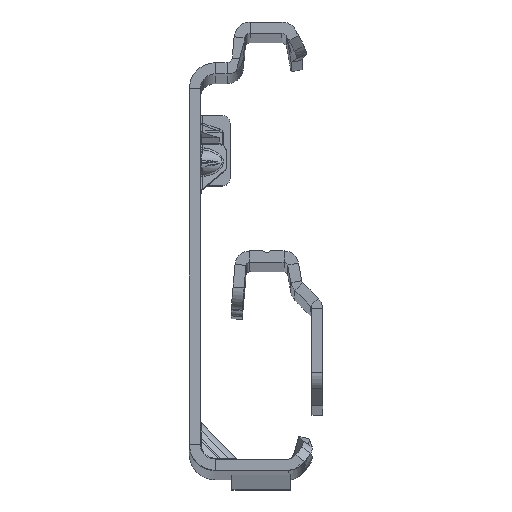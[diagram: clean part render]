
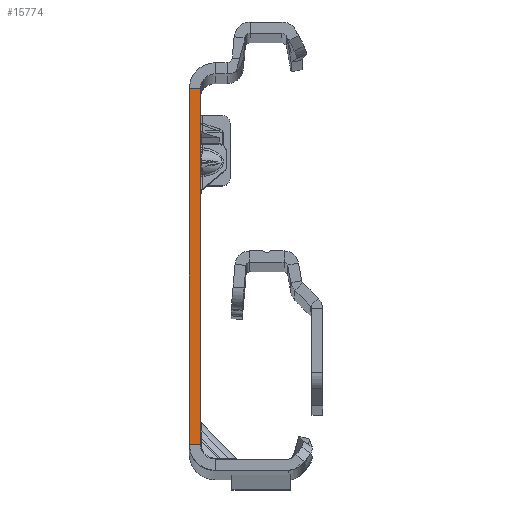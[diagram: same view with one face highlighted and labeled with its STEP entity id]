
A CAD part, top view. The second image highlights one B-rep face of the part: STEP entity #15774.
In plain terms, the highlighted planar face has unit normal (0, 0, 1).
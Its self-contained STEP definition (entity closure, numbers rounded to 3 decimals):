
#104 = EDGE_CURVE ( 'NONE', #12645, #7166, #2477, .T. ) ;
#111 = PLANE ( 'NONE',  #478 ) ;
#478 = AXIS2_PLACEMENT_3D ( 'NONE', #3750, #9656, #4973 ) ;
#1352 = CARTESIAN_POINT ( 'NONE',  ( 0., -25.865, 0. ) ) ;
#1835 = ORIENTED_EDGE ( 'NONE', *, *, #5389, .T. ) ;
#2477 = LINE ( 'NONE', #1352, #12280 ) ;
#2516 = CARTESIAN_POINT ( 'NONE',  ( 0., 22.135, 0. ) ) ;
#2545 = CARTESIAN_POINT ( 'NONE',  ( -1.5, 22.135, 0. ) ) ;
#2925 = CARTESIAN_POINT ( 'NONE',  ( 0., -27.865, 0. ) ) ;
#3482 = CARTESIAN_POINT ( 'NONE',  ( -1.5, -25.865, 0. ) ) ;
#3750 = CARTESIAN_POINT ( 'NONE',  ( -1.5, -27.865, 0. ) ) ;
#3842 = VECTOR ( 'NONE', #13981, 1000. ) ;
#4973 = DIRECTION ( 'NONE',  ( 1., 0., 0. ) ) ;
#5286 = VECTOR ( 'NONE', #10440, 1000. ) ;
#5360 = VERTEX_POINT ( 'NONE', #15011 ) ;
#5389 = EDGE_CURVE ( 'NONE', #5360, #15740, #12375, .T. ) ;
#6253 = ORIENTED_EDGE ( 'NONE', *, *, #104, .F. ) ;
#6567 = ORIENTED_EDGE ( 'NONE', *, *, #6810, .T. ) ;
#6810 = EDGE_CURVE ( 'NONE', #15740, #7166, #9229, .T. ) ;
#7166 = VERTEX_POINT ( 'NONE', #3482 ) ;
#7575 = VECTOR ( 'NONE', #11002, 1000. ) ;
#8133 = ORIENTED_EDGE ( 'NONE', *, *, #12067, .F. ) ;
#9229 = LINE ( 'NONE', #15277, #5286 ) ;
#9266 = EDGE_LOOP ( 'NONE', ( #8133, #1835, #6567, #6253 ) ) ;
#9656 = DIRECTION ( 'NONE',  ( 0., 0., 1. ) ) ;
#9818 = CARTESIAN_POINT ( 'NONE',  ( 0., -25.865, 0. ) ) ;
#10440 = DIRECTION ( 'NONE',  ( 0., -1., 0. ) ) ;
#11002 = DIRECTION ( 'NONE',  ( -1., 0., 0. ) ) ;
#11192 = FACE_OUTER_BOUND ( 'NONE', #9266, .T. ) ;
#12067 = EDGE_CURVE ( 'NONE', #5360, #12645, #15167, .T. ) ;
#12280 = VECTOR ( 'NONE', #14894, 1000. ) ;
#12375 = LINE ( 'NONE', #2516, #7575 ) ;
#12645 = VERTEX_POINT ( 'NONE', #9818 ) ;
#13981 = DIRECTION ( 'NONE',  ( 0., -1., 0. ) ) ;
#14894 = DIRECTION ( 'NONE',  ( -1., 0., 0. ) ) ;
#15011 = CARTESIAN_POINT ( 'NONE',  ( 0., 22.135, 0. ) ) ;
#15167 = LINE ( 'NONE', #2925, #3842 ) ;
#15277 = CARTESIAN_POINT ( 'NONE',  ( -1.5, -27.865, 0. ) ) ;
#15740 = VERTEX_POINT ( 'NONE', #2545 ) ;
#15774 = ADVANCED_FACE ( 'NONE', ( #11192 ), #111, .T. ) ;
